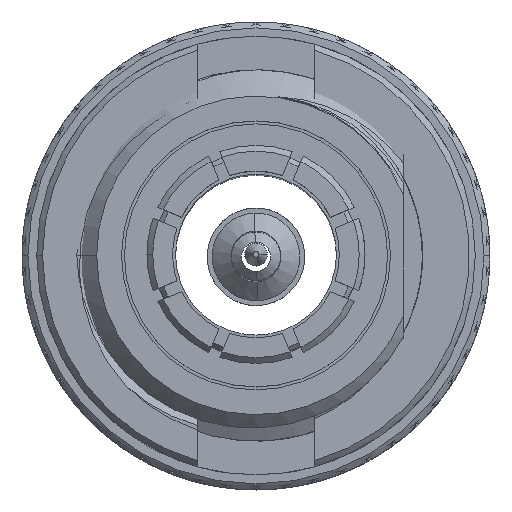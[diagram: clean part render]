
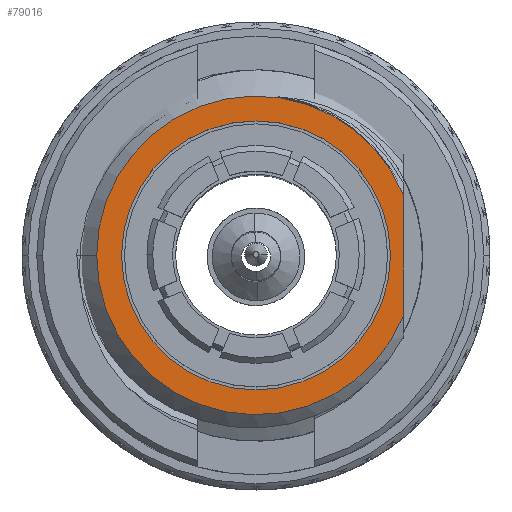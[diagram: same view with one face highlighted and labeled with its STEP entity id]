
A CAD part, top view. The second image highlights one B-rep face of the part: STEP entity #79016.
In plain terms, the highlighted planar face has unit normal (0, 0, 1).
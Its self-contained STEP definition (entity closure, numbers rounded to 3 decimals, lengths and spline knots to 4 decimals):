
#5322 = CARTESIAN_POINT ( 'NONE',  ( 2.525, 1.0247, 3.24 ) ) ;
#16927 = CARTESIAN_POINT ( 'NONE',  ( 2.525, -1.0247, 3.24 ) ) ;
#20007 = DIRECTION ( 'NONE',  ( 1., 0., 0. ) ) ;
#23949 = DIRECTION ( 'NONE',  ( 0., 0., 1. ) ) ;
#28937 = CARTESIAN_POINT ( 'NONE',  ( -2.3, 0., 3.24 ) ) ;
#32376 = DIRECTION ( 'NONE',  ( 0., 0., 1. ) ) ;
#34999 = DIRECTION ( 'NONE',  ( 0., -1., 0. ) ) ;
#36013 = LINE ( 'NONE', #146835, #151036 ) ;
#37513 = CARTESIAN_POINT ( 'NONE',  ( 0., 0., 3.24 ) ) ;
#41418 = FACE_BOUND ( 'NONE', #150557, .T. ) ;
#42428 = CARTESIAN_POINT ( 'NONE',  ( 0., 3.175, 3.24 ) ) ;
#50598 = DIRECTION ( 'NONE',  ( 0., 0., 1. ) ) ;
#51387 = AXIS2_PLACEMENT_3D ( 'NONE', #127809, #173982, #154554 ) ;
#53291 = ORIENTED_EDGE ( 'NONE', *, *, #107919, .T. ) ;
#61022 = CIRCLE ( 'NONE', #123347, 2.725 ) ;
#66190 = CARTESIAN_POINT ( 'NONE',  ( 0., 0., 3.24 ) ) ;
#68190 = EDGE_LOOP ( 'NONE', ( #163952, #53291, #92469 ) ) ;
#72483 = EDGE_CURVE ( 'NONE', #132158, #171604, #36013, .T. ) ;
#74215 = FACE_OUTER_BOUND ( 'NONE', #68190, .T. ) ;
#76305 = CARTESIAN_POINT ( 'NONE',  ( 2.3, 0., 3.24 ) ) ;
#79016 = ADVANCED_FACE ( 'NONE', ( #41418, #74215 ), #135870, .T. ) ;
#83107 = CARTESIAN_POINT ( 'NONE',  ( -2.725, 0., 3.24 ) ) ;
#83691 = DIRECTION ( 'NONE',  ( 1., 0., 0. ) ) ;
#92469 = ORIENTED_EDGE ( 'NONE', *, *, #160118, .T. ) ;
#107919 = EDGE_CURVE ( 'NONE', #132158, #142313, #161438, .T. ) ;
#110475 = EDGE_CURVE ( 'NONE', #154715, #197337, #125542, .T. ) ;
#117645 = ORIENTED_EDGE ( 'NONE', *, *, #161567, .F. ) ;
#123347 = AXIS2_PLACEMENT_3D ( 'NONE', #133421, #50598, #144044 ) ;
#125542 = CIRCLE ( 'NONE', #194380, 2.3 ) ;
#127809 = CARTESIAN_POINT ( 'NONE',  ( 0., 0., 3.24 ) ) ;
#131953 = DIRECTION ( 'NONE',  ( 0., 0., 1. ) ) ;
#132158 = VERTEX_POINT ( 'NONE', #5322 ) ;
#133421 = CARTESIAN_POINT ( 'NONE',  ( 0., 0., 3.24 ) ) ;
#135870 = PLANE ( 'NONE',  #138166 ) ;
#138166 = AXIS2_PLACEMENT_3D ( 'NONE', #42428, #23949, #196431 ) ;
#142313 = VERTEX_POINT ( 'NONE', #83107 ) ;
#144044 = DIRECTION ( 'NONE',  ( 1., 0., 0. ) ) ;
#146835 = CARTESIAN_POINT ( 'NONE',  ( 2.525, -2.25, 3.24 ) ) ;
#150557 = EDGE_LOOP ( 'NONE', ( #117645, #186090 ) ) ;
#151036 = VECTOR ( 'NONE', #34999, 1000. ) ;
#154554 = DIRECTION ( 'NONE',  ( 1., 0., 0. ) ) ;
#154715 = VERTEX_POINT ( 'NONE', #28937 ) ;
#160118 = EDGE_CURVE ( 'NONE', #142313, #171604, #61022, .T. ) ;
#161438 = CIRCLE ( 'NONE', #181044, 2.725 ) ;
#161567 = EDGE_CURVE ( 'NONE', #197337, #154715, #169337, .T. ) ;
#163952 = ORIENTED_EDGE ( 'NONE', *, *, #72483, .F. ) ;
#169337 = CIRCLE ( 'NONE', #51387, 2.3 ) ;
#171604 = VERTEX_POINT ( 'NONE', #16927 ) ;
#173982 = DIRECTION ( 'NONE',  ( 0., 0., 1. ) ) ;
#181044 = AXIS2_PLACEMENT_3D ( 'NONE', #37513, #131953, #83691 ) ;
#186090 = ORIENTED_EDGE ( 'NONE', *, *, #110475, .F. ) ;
#194380 = AXIS2_PLACEMENT_3D ( 'NONE', #66190, #32376, #20007 ) ;
#196431 = DIRECTION ( 'NONE',  ( 1., 0., 0. ) ) ;
#197337 = VERTEX_POINT ( 'NONE', #76305 ) ;
